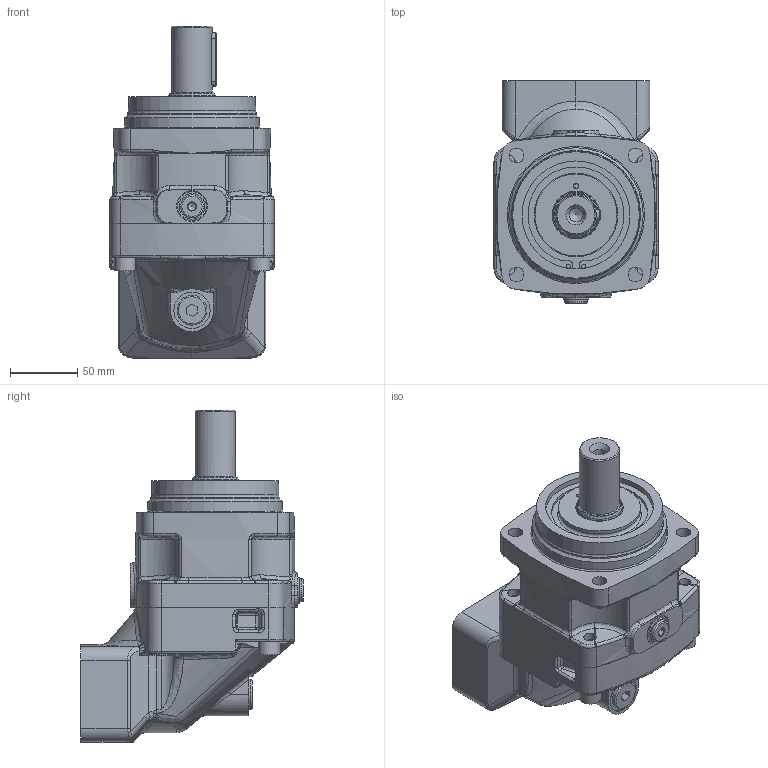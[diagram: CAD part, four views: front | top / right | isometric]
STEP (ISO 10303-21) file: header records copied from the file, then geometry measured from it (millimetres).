
FILE_DESCRIPTION(/* description */ (''),/* implementation_level */ '2;1');
FILE_NAME(/* name */ 'vxodz5zr..stp',/* time_stamp */ '2020-02-14T09:41:43+00:00',/* author */ ('InventorETOServices'),/* organization */ (''),/* preprocessor_version */ 'ST-DEVELOPER v18',/* originating_system */ 'Autodesk Inventor 2020',/* authorisation */ '');
FILE_SCHEMA (('AUTOMOTIVE_DESIGN { 1 0 10303 214 3 1 1 }'));
Products named in the file (5): Intent; F11_F12.203E326044CF0C958C8690EBEB3CA4B2; 030_bearinghsg_I_p.18F50E4DCF6FAB11B40537188238AE2C; 030_barrelhsg_F_I.9D886999B12C3F9C442E82E4991E555B; 030_shaft_K.5271DE396576F40E45AEC878E2AE6280
Assembly tree (4 placements, depth 3):
  Intent
    F11_F12.203E326044CF0C958C8690EBEB3CA4B2
      030_bearinghsg_I_p.18F50E4DCF6FAB11B40537188238AE2C
      030_barrelhsg_F_I.9D886999B12C3F9C442E82E4991E555B
      030_shaft_K.5271DE396576F40E45AEC878E2AE6280
Bounding box: 122 x 165.5 x 246.95 mm (x, y, z)
Volume: 1304127.1 mm3; surface area: 253306.2 mm2
Topology: 4 solids, 7 shells, 1110 faces, 2764 edges, 1709 vertices
Faces by surface type: bspline 360, cylinder 292, plane 250, torus 105, cone 68, sphere 35
Full cylindrical faces by diameter (mm): 3 x4, 4 x1, 5 x1, 6 x1, 8 x1, 8.526 x8, 9 x4, 10 x4, 10.106 x1, 11 x10, 12 x1, 16 x4, 16.526 x1, 17 x2, 18 x4, 19 x5, 20.5 x1, 22.22 x1, 27 x1, 30 x1, 32 x1, 33 x1, 35 x2, 35.06 x1, 35.5 x1, 39.9 x1, 40 x1, 40.1 x1, 52 x1, 52.5 x1
Entity records: 63843 total; most frequent: CARTESIAN_POINT 39127, ORIENTED_EDGE 5502, DIRECTION 4806, EDGE_CURVE 2751, AXIS2_PLACEMENT_3D 2044, VERTEX_POINT 1709, EDGE_LOOP 1196, CIRCLE 1180
